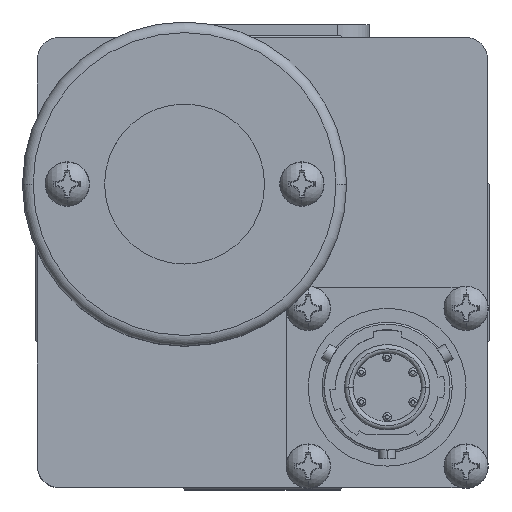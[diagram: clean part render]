
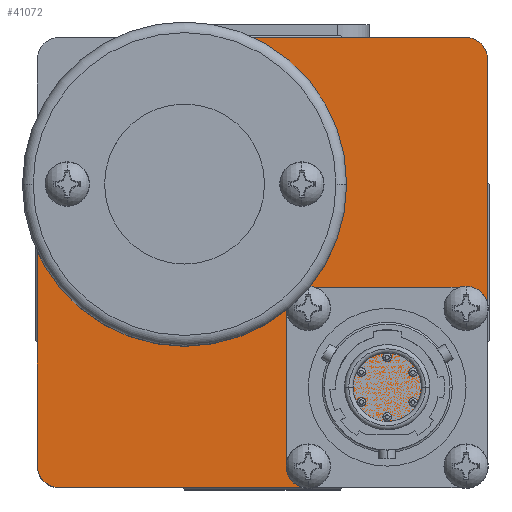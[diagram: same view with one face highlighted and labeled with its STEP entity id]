
A CAD part, top view. The second image highlights one B-rep face of the part: STEP entity #41072.
In plain terms, the highlighted planar face has unit normal (0, 0, 1).
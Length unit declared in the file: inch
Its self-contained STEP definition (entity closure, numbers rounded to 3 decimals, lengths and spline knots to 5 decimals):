
#695 = AXIS2_PLACEMENT_3D ( 'NONE', #37134, #27632, #14811 ) ;
#748 = CARTESIAN_POINT ( 'NONE',  ( -1.055, -1.055, 1.045 ) ) ;
#957 = VECTOR ( 'NONE', #59695, 39.37008 ) ;
#2983 = VECTOR ( 'NONE', #16189, 39.37008 ) ;
#4424 = VERTEX_POINT ( 'NONE', #68408 ) ;
#5188 = CARTESIAN_POINT ( 'NONE',  ( 0.215, -0.955, 1.045 ) ) ;
#5257 = VERTEX_POINT ( 'NONE', #24463 ) ;
#7196 = CARTESIAN_POINT ( 'NONE',  ( -0.365, 1.055, 1.045 ) ) ;
#8252 = DIRECTION ( 'NONE',  ( 0., 0., -1. ) ) ;
#9878 = LINE ( 'NONE', #70732, #36381 ) ;
#10090 = CIRCLE ( 'NONE', #695, 0.1 ) ;
#10211 = CIRCLE ( 'NONE', #33554, 0.1 ) ;
#12068 = EDGE_LOOP ( 'NONE', ( #56039, #63320, #30195, #13093, #20079, #59530, #29858, #45167, #25243 ) ) ;
#13093 = ORIENTED_EDGE ( 'NONE', *, *, #62141, .T. ) ;
#13762 = CARTESIAN_POINT ( 'NONE',  ( 0.215, -0.955, 1.045 ) ) ;
#13826 = FACE_OUTER_BOUND ( 'NONE', #12068, .T. ) ;
#13985 = CARTESIAN_POINT ( 'NONE',  ( 1.055, 0.955, 1.045 ) ) ;
#14811 = DIRECTION ( 'NONE',  ( -1., 0., 0. ) ) ;
#15065 = CARTESIAN_POINT ( 'NONE',  ( 0.325, 0.365, 1.045 ) ) ;
#15634 = DIRECTION ( 'NONE',  ( -1., 0., 0. ) ) ;
#15702 = DIRECTION ( 'NONE',  ( -1., 0., 0. ) ) ;
#15741 = LINE ( 'NONE', #36974, #957 ) ;
#16133 = VERTEX_POINT ( 'NONE', #43983 ) ;
#16189 = DIRECTION ( 'NONE',  ( 0., -1., 0. ) ) ;
#18062 = EDGE_CURVE ( 'NONE', #71707, #48359, #66616, .T. ) ;
#18628 = PLANE ( 'NONE',  #49474 ) ;
#19575 = EDGE_CURVE ( 'NONE', #16133, #55556, #10211, .T. ) ;
#19721 = DIRECTION ( 'NONE',  ( -1., 0., 0. ) ) ;
#20079 = ORIENTED_EDGE ( 'NONE', *, *, #19575, .T. ) ;
#20377 = DIRECTION ( 'NONE',  ( 0., 0., 1. ) ) ;
#20477 = CIRCLE ( 'NONE', #50819, 0.04975 ) ;
#21196 = LINE ( 'NONE', #24626, #59287 ) ;
#21634 = CARTESIAN_POINT ( 'NONE',  ( -0.955, -1.055, 1.045 ) ) ;
#23376 = EDGE_CURVE ( 'NONE', #55237, #42370, #65751, .T. ) ;
#24010 = CIRCLE ( 'NONE', #26327, 0.69 ) ;
#24463 = CARTESIAN_POINT ( 'NONE',  ( 0.955, 1.055, 1.045 ) ) ;
#24626 = CARTESIAN_POINT ( 'NONE',  ( -1.055, 1.055, 1.045 ) ) ;
#25243 = ORIENTED_EDGE ( 'NONE', *, *, #23376, .F. ) ;
#26327 = AXIS2_PLACEMENT_3D ( 'NONE', #39268, #28648, #62328 ) ;
#26672 = CARTESIAN_POINT ( 'NONE',  ( -0.955, -0.955, 1.045 ) ) ;
#27210 = LINE ( 'NONE', #748, #2983 ) ;
#27471 = DIRECTION ( 'NONE',  ( 1., 0., 0. ) ) ;
#27632 = DIRECTION ( 'NONE',  ( 0., 0., 1. ) ) ;
#28648 = DIRECTION ( 'NONE',  ( 0., 0., 1. ) ) ;
#28706 = CIRCLE ( 'NONE', #69674, 0.04975 ) ;
#29858 = ORIENTED_EDGE ( 'NONE', *, *, #69263, .T. ) ;
#30195 = ORIENTED_EDGE ( 'NONE', *, *, #18062, .T. ) ;
#33554 = AXIS2_PLACEMENT_3D ( 'NONE', #59193, #20377, #70573 ) ;
#33640 = DIRECTION ( 'NONE',  ( 0., 0., 1. ) ) ;
#36148 = CARTESIAN_POINT ( 'NONE',  ( 0., 0., 1.045 ) ) ;
#36381 = VECTOR ( 'NONE', #59338, 39.37008 ) ;
#36974 = CARTESIAN_POINT ( 'NONE',  ( -1.055, -1.055, 1.045 ) ) ;
#37134 = CARTESIAN_POINT ( 'NONE',  ( 0.955, 0.955, 1.045 ) ) ;
#38893 = EDGE_CURVE ( 'NONE', #55556, #40474, #9878, .T. ) ;
#39268 = CARTESIAN_POINT ( 'NONE',  ( -0.365, 0.365, 1.045 ) ) ;
#40474 = VERTEX_POINT ( 'NONE', #13985 ) ;
#40560 = CARTESIAN_POINT ( 'NONE',  ( -1.055, -0.955, 1.045 ) ) ;
#41072 = ADVANCED_FACE ( 'NONE', ( #63992, #13826 ), #18628, .F. ) ;
#42370 = VERTEX_POINT ( 'NONE', #7196 ) ;
#42586 = VERTEX_POINT ( 'NONE', #62043 ) ;
#42869 = EDGE_CURVE ( 'NONE', #4424, #66654, #20477, .T. ) ;
#43983 = CARTESIAN_POINT ( 'NONE',  ( 0.955, -1.055, 1.045 ) ) ;
#44686 = ORIENTED_EDGE ( 'NONE', *, *, #57025, .T. ) ;
#45167 = ORIENTED_EDGE ( 'NONE', *, *, #54335, .T. ) ;
#48359 = VERTEX_POINT ( 'NONE', #21634 ) ;
#48551 = DIRECTION ( 'NONE',  ( -1., 0., 0. ) ) ;
#48979 = DIRECTION ( 'NONE',  ( 0., 0., 1. ) ) ;
#49172 = DIRECTION ( 'NONE',  ( 0., 0., -1. ) ) ;
#49474 = AXIS2_PLACEMENT_3D ( 'NONE', #36148, #58512, #19721 ) ;
#50207 = AXIS2_PLACEMENT_3D ( 'NONE', #26672, #48979, #15634 ) ;
#50525 = AXIS2_PLACEMENT_3D ( 'NONE', #66661, #33640, #27471 ) ;
#50819 = AXIS2_PLACEMENT_3D ( 'NONE', #5188, #49172, #59443 ) ;
#53679 = EDGE_CURVE ( 'NONE', #42586, #71707, #27210, .T. ) ;
#54335 = EDGE_CURVE ( 'NONE', #5257, #42370, #21196, .T. ) ;
#55237 = VERTEX_POINT ( 'NONE', #15065 ) ;
#55556 = VERTEX_POINT ( 'NONE', #72450 ) ;
#56039 = ORIENTED_EDGE ( 'NONE', *, *, #57903, .F. ) ;
#57025 = EDGE_CURVE ( 'NONE', #66654, #4424, #28706, .T. ) ;
#57903 = EDGE_CURVE ( 'NONE', #42586, #55237, #24010, .T. ) ;
#58512 = DIRECTION ( 'NONE',  ( 0., 0., -1. ) ) ;
#59193 = CARTESIAN_POINT ( 'NONE',  ( 0.955, -0.955, 1.045 ) ) ;
#59285 = EDGE_LOOP ( 'NONE', ( #44686, #65039 ) ) ;
#59287 = VECTOR ( 'NONE', #15702, 39.37008 ) ;
#59338 = DIRECTION ( 'NONE',  ( 0., 1., 0. ) ) ;
#59443 = DIRECTION ( 'NONE',  ( -1., 0., 0. ) ) ;
#59530 = ORIENTED_EDGE ( 'NONE', *, *, #38893, .T. ) ;
#59695 = DIRECTION ( 'NONE',  ( 1., 0., 0. ) ) ;
#62043 = CARTESIAN_POINT ( 'NONE',  ( -1.055, 0.365, 1.045 ) ) ;
#62141 = EDGE_CURVE ( 'NONE', #48359, #16133, #15741, .T. ) ;
#62328 = DIRECTION ( 'NONE',  ( 1., 0., 0. ) ) ;
#63320 = ORIENTED_EDGE ( 'NONE', *, *, #53679, .T. ) ;
#63992 = FACE_BOUND ( 'NONE', #59285, .T. ) ;
#65039 = ORIENTED_EDGE ( 'NONE', *, *, #42869, .T. ) ;
#65751 = CIRCLE ( 'NONE', #50525, 0.69 ) ;
#66616 = CIRCLE ( 'NONE', #50207, 0.1 ) ;
#66654 = VERTEX_POINT ( 'NONE', #67118 ) ;
#66661 = CARTESIAN_POINT ( 'NONE',  ( -0.365, 0.365, 1.045 ) ) ;
#67118 = CARTESIAN_POINT ( 'NONE',  ( 0.26475, -0.955, 1.045 ) ) ;
#68408 = CARTESIAN_POINT ( 'NONE',  ( 0.16525, -0.955, 1.045 ) ) ;
#69263 = EDGE_CURVE ( 'NONE', #40474, #5257, #10090, .T. ) ;
#69674 = AXIS2_PLACEMENT_3D ( 'NONE', #13762, #8252, #48551 ) ;
#70573 = DIRECTION ( 'NONE',  ( -1., 0., 0. ) ) ;
#70732 = CARTESIAN_POINT ( 'NONE',  ( 1.055, -1.055, 1.045 ) ) ;
#71707 = VERTEX_POINT ( 'NONE', #40560 ) ;
#72450 = CARTESIAN_POINT ( 'NONE',  ( 1.055, -0.955, 1.045 ) ) ;
